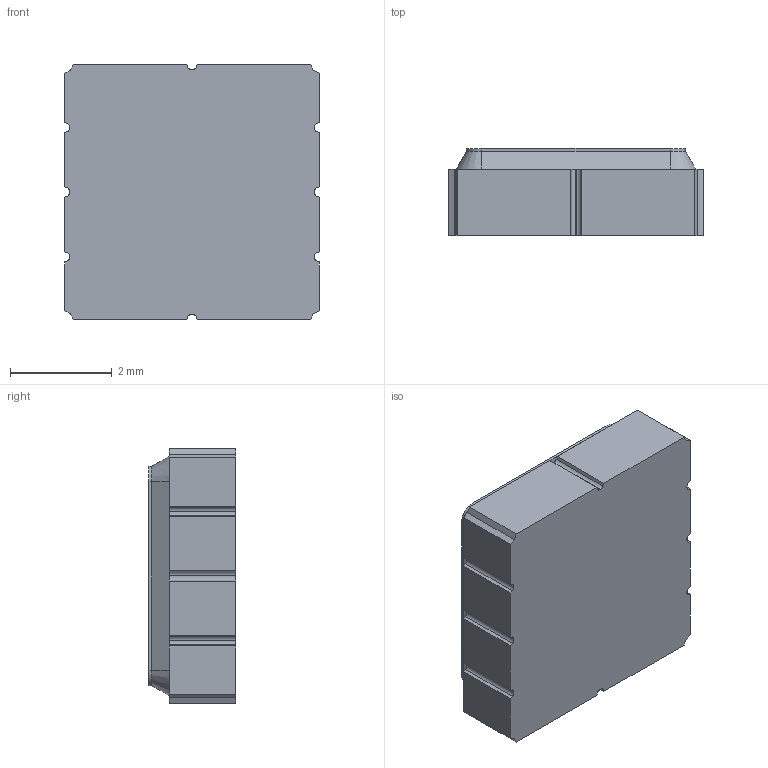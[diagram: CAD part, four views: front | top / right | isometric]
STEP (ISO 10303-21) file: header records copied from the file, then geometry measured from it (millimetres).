
FILE_DESCRIPTION (( 'STEP AP214' ), '1' );
FILE_NAME ('DXP.02.A.STEP', '2020-05-12T09:04:06', ( '' ), ( '' ), 'SwSTEP 2.0', 'SolidWorks 2017', '' );
FILE_SCHEMA (( 'AUTOMOTIVE_DESIGN' ));
Length unit declared in the file: millimetre
Products named in the file (2): DXP.02.A
Bounding box: 5 x 1.71 x 5 mm (x, y, z)
Volume: 40.2 mm3; surface area: 81.1 mm2
Topology: 1 solids, 1 shells, 326 faces, 883 edges, 586 vertices
Faces by surface type: plane 204, bspline 96, cylinder 22, cone 4
Entity records: 12676 total; most frequent: CARTESIAN_POINT 5025, ORIENTED_EDGE 1766, DIRECTION 1203, EDGE_CURVE 883, LINE 643, VECTOR 643, VERTEX_POINT 586, EDGE_LOOP 353
